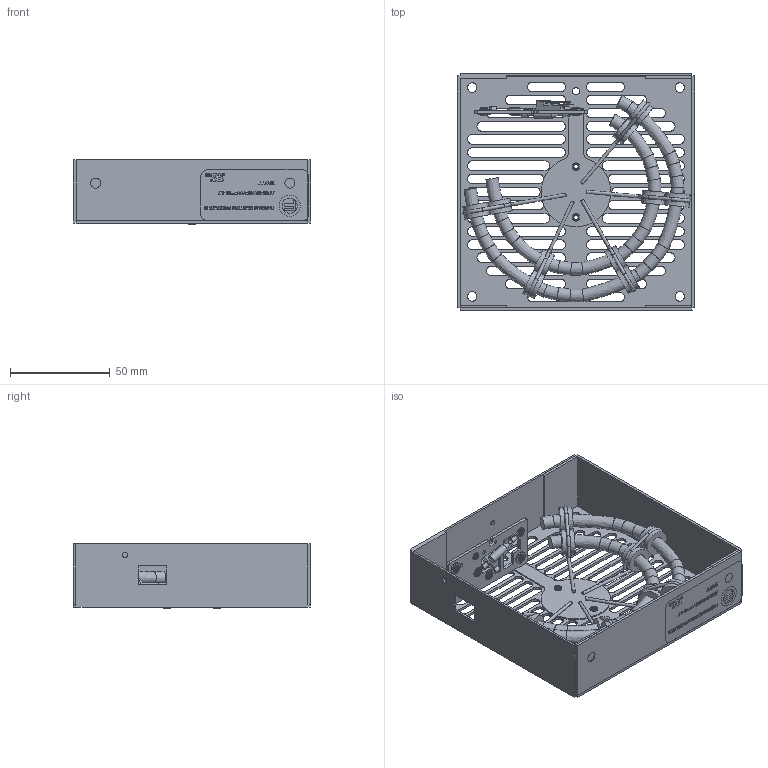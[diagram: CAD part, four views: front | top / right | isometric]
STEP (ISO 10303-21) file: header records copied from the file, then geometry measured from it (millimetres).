
FILE_DESCRIPTION(/* description */ ('Alibre Inc.'),/* implementation_level */ '2;1');
FILE_NAME(/* name */ 'export0',/* time_stamp */ '2016-01-27T14:40:07-05:00',/* author */ (''),/* organization */ (''),/* preprocessor_version */ 'ST-DEVELOPER v14',/* originating_system */ 'Alibre',/* authorisation */ '');
FILE_SCHEMA (('CONFIG_CONTROL_DESIGN'));
Products named in the file (25): ID_1; ID_2; ID_3; ID_4; ID_5; ID_6; ID_7; ID_8; ID_9; ID_10; ID_11; ID_12; ID_13; ID_14; ID_15; ID_16; ID_17; ID_18
Bounding box: 118.87 x 118.92 x 32.39 mm (x, y, z)
Volume: 53245 mm3; surface area: 80114.4 mm2
Topology: 103 solids, 103 shells, 1503 faces, 3679 edges, 2419 vertices
Faces by surface type: plane 887, cylinder 242, bspline 233, cone 52, revolution 43, torus 36, extrusion 10
Full cylindrical faces by diameter (mm): 0.813 x1, 0.892 x2, 1.016 x2, 1.585 x1, 1.898 x1, 1.906 x1, 1.981 x4, 2.262 x16, 2.381 x16, 2.54 x4, 2.642 x1, 2.769 x1, 2.794 x12, 2.946 x4, 3.079 x1, 3.556 x2, 3.81 x16, 3.988 x1, 4.775 x4, 5.08 x4, 5.944 x4, 7.636 x1, 10.668 x1
Entity records: 44193 total; most frequent: CARTESIAN_POINT 13173, ORIENTED_EDGE 6212, DIRECTION 4326, EDGE_CURVE 3105, VECTOR 2176, LINE 2174, VERTEX_POINT 2099, EDGE_LOOP 1456
